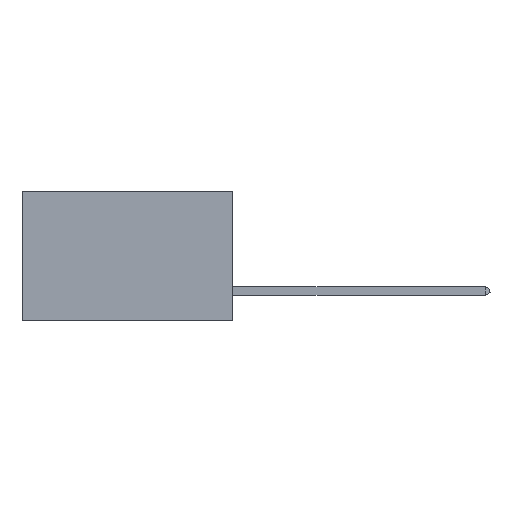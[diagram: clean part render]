
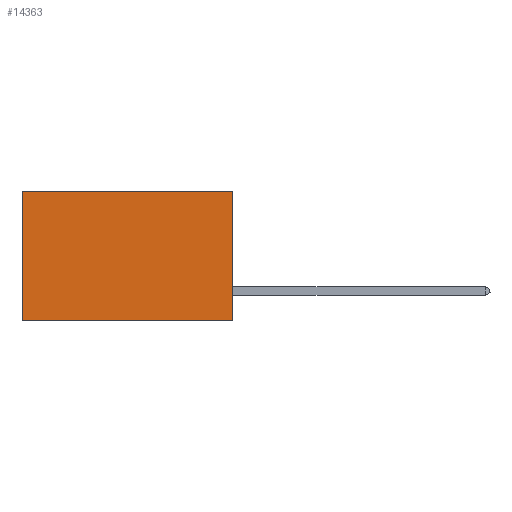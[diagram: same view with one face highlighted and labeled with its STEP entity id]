
A CAD part, left-side view. The second image highlights one B-rep face of the part: STEP entity #14363.
In plain terms, the highlighted planar face has unit normal (-1, 0, 0).
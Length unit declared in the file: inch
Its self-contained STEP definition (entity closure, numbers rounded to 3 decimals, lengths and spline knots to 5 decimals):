
#261 = CARTESIAN_POINT ( 'NONE',  ( 0.2875, 0., 0. ) ) ;
#1255 = LINE ( 'NONE', #29513, #20275 ) ;
#3931 = VERTEX_POINT ( 'NONE', #13586 ) ;
#4547 = ORIENTED_EDGE ( 'NONE', *, *, #14735, .F. ) ;
#4639 = FACE_OUTER_BOUND ( 'NONE', #12964, .T. ) ;
#6040 = VERTEX_POINT ( 'NONE', #26153 ) ;
#6295 = DIRECTION ( 'NONE',  ( 0., 1., 0. ) ) ;
#8221 = AXIS2_PLACEMENT_3D ( 'NONE', #261, #28034, #33773 ) ;
#8263 = CARTESIAN_POINT ( 'NONE',  ( 0.2875, 0., -0.37 ) ) ;
#9370 = CARTESIAN_POINT ( 'NONE',  ( 0.2875, 0., 0. ) ) ;
#9602 = VERTEX_POINT ( 'NONE', #10760 ) ;
#9732 = CARTESIAN_POINT ( 'NONE',  ( 0.2875, 0., 0. ) ) ;
#10372 = VERTEX_POINT ( 'NONE', #8263 ) ;
#10760 = CARTESIAN_POINT ( 'NONE',  ( 0.2875, 0.6, 0. ) ) ;
#10774 = LINE ( 'NONE', #39321, #16952 ) ;
#12964 = EDGE_LOOP ( 'NONE', ( #23003, #4547, #19369, #21015 ) ) ;
#13101 = LINE ( 'NONE', #9370, #39230 ) ;
#13586 = CARTESIAN_POINT ( 'NONE',  ( 0.2875, 0.6, -0.37 ) ) ;
#14363 = ADVANCED_FACE ( 'NONE', ( #4639 ), #18449, .F. ) ;
#14735 = EDGE_CURVE ( 'NONE', #10372, #3931, #1255, .T. ) ;
#16400 = DIRECTION ( 'NONE',  ( 0., 0., -1. ) ) ;
#16952 = VECTOR ( 'NONE', #27494, 39.37008 ) ;
#18449 = PLANE ( 'NONE',  #8221 ) ;
#18692 = VECTOR ( 'NONE', #24605, 39.37008 ) ;
#19369 = ORIENTED_EDGE ( 'NONE', *, *, #20358, .F. ) ;
#20275 = VECTOR ( 'NONE', #6295, 39.37008 ) ;
#20358 = EDGE_CURVE ( 'NONE', #6040, #10372, #13101, .T. ) ;
#21015 = ORIENTED_EDGE ( 'NONE', *, *, #29174, .T. ) ;
#23003 = ORIENTED_EDGE ( 'NONE', *, *, #27813, .T. ) ;
#24605 = DIRECTION ( 'NONE',  ( 0., 1., 0. ) ) ;
#24884 = LINE ( 'NONE', #9732, #18692 ) ;
#26153 = CARTESIAN_POINT ( 'NONE',  ( 0.2875, 0., 0. ) ) ;
#27494 = DIRECTION ( 'NONE',  ( 0., 0., -1. ) ) ;
#27813 = EDGE_CURVE ( 'NONE', #9602, #3931, #10774, .T. ) ;
#28034 = DIRECTION ( 'NONE',  ( 1., 0., 0. ) ) ;
#29174 = EDGE_CURVE ( 'NONE', #6040, #9602, #24884, .T. ) ;
#29513 = CARTESIAN_POINT ( 'NONE',  ( 0.2875, 0., -0.37 ) ) ;
#33773 = DIRECTION ( 'NONE',  ( 0., 0., -1. ) ) ;
#39230 = VECTOR ( 'NONE', #16400, 39.37008 ) ;
#39321 = CARTESIAN_POINT ( 'NONE',  ( 0.2875, 0.6, 0. ) ) ;
